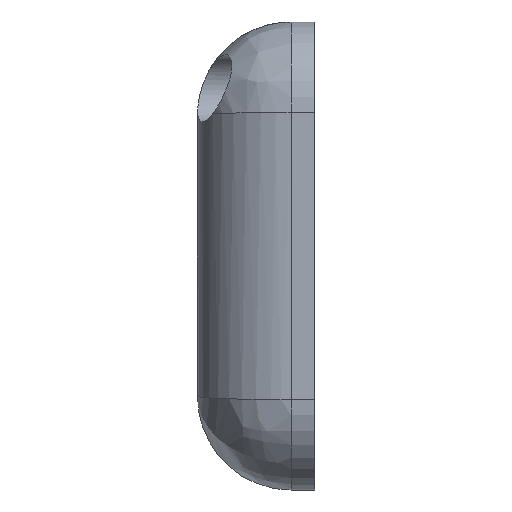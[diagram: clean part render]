
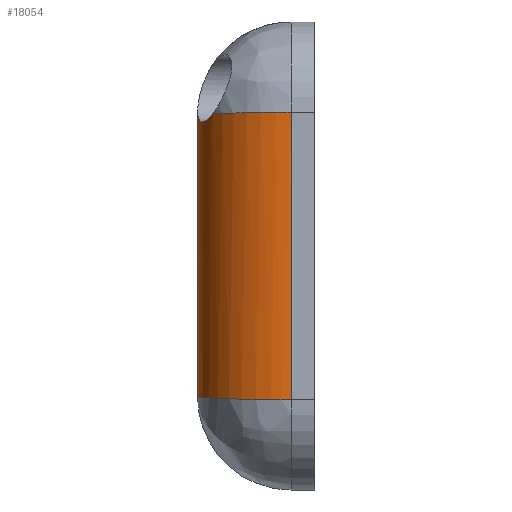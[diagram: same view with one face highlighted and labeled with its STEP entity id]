
A CAD part, left-side view. The second image highlights one B-rep face of the part: STEP entity #18054.
In plain terms, the highlighted cylindrical face has radius 5.08 mm (diameter 10.16 mm), a partial arc.
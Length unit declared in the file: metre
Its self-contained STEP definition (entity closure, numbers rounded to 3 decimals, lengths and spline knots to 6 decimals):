
#701=CYLINDRICAL_SURFACE('',#18925,0.00508);
#713=ELLIPSE('',#18857,0.005083,0.00508);
#718=ELLIPSE('',#18923,0.005083,0.00508);
#720=ELLIPSE('',#18926,0.005083,0.00508);
#1522=B_SPLINE_CURVE_WITH_KNOTS('',3,(#26513,#26514,#26515,#26516,#26517),
 .UNSPECIFIED.,.F.,.F.,(4,1,4),(0.004785,0.006075,
0.007365),.UNSPECIFIED.);
#3960=ORIENTED_EDGE('',*,*,#9093,.F.);
#3961=ORIENTED_EDGE('',*,*,#9085,.T.);
#3962=ORIENTED_EDGE('',*,*,#8512,.F.);
#3963=ORIENTED_EDGE('',*,*,#8126,.F.);
#3964=ORIENTED_EDGE('',*,*,#9091,.T.);
#3965=ORIENTED_EDGE('',*,*,#8693,.F.);
#8126=EDGE_CURVE('',#10980,#10981,#12638,.F.);
#8512=EDGE_CURVE('',#10981,#11365,#713,.T.);
#8693=EDGE_CURVE('',#11545,#11546,#12803,.T.);
#9085=EDGE_CURVE('',#11748,#11365,#1522,.T.);
#9091=EDGE_CURVE('',#10980,#11546,#718,.T.);
#9093=EDGE_CURVE('',#11748,#11545,#720,.T.);
#10980=VERTEX_POINT('',#22429);
#10981=VERTEX_POINT('',#22431);
#11365=VERTEX_POINT('',#23726);
#11545=VERTEX_POINT('',#24366);
#11546=VERTEX_POINT('',#24368);
#11748=VERTEX_POINT('',#26518);
#12638=LINE('',#22430,#14105);
#12803=LINE('',#24367,#14270);
#14105=VECTOR('',#19266,1.);
#14270=VECTOR('',#19449,1.);
#15726=EDGE_LOOP('',(#3960,#3961,#3962,#3963,#3964,#3965));
#16757=FACE_BOUND('',#15726,.T.);
#18054=ADVANCED_FACE('',(#16757),#701,.T.);
#18857=AXIS2_PLACEMENT_3D('',#23728,#19396,#19397);
#18923=AXIS2_PLACEMENT_3D('',#26588,#19794,#19795);
#18925=AXIS2_PLACEMENT_3D('',#26617,#19798,#19799);
#18926=AXIS2_PLACEMENT_3D('',#26618,#19800,#19801);
#19266=DIRECTION('',(0.,0.,-1.));
#19396=DIRECTION('',(0.034,0.,0.999));
#19397=DIRECTION('',(-0.999,0.,0.034));
#19449=DIRECTION('',(0.,0.,-1.));
#19794=DIRECTION('',(-0.034,0.,0.999));
#19795=DIRECTION('',(-0.999,0.,-0.034));
#19798=DIRECTION('',(0.,0.,-1.));
#19799=DIRECTION('',(-1.,0.,0.));
#19800=DIRECTION('',(0.034,0.,0.999));
#19801=DIRECTION('',(-0.999,0.,0.034));
#22429=CARTESIAN_POINT('',(-0.02667,0.,-0.00762));
#22430=CARTESIAN_POINT('',(-0.02667,0.,0.));
#22431=CARTESIAN_POINT('',(-0.02667,0.,0.00762));
#23726=CARTESIAN_POINT('',(-0.027174,-0.000025,0.007637));
#23728=CARTESIAN_POINT('',(-0.02667,-0.00508,0.00762));
#24366=CARTESIAN_POINT('',(-0.03175,-0.00508,0.007794));
#24367=CARTESIAN_POINT('',(-0.03175,-0.00508,0.));
#24368=CARTESIAN_POINT('',(-0.03175,-0.00508,-0.007794));
#26513=CARTESIAN_POINT('',(-0.029439,-0.000821,0.007715));
#26514=CARTESIAN_POINT('',(-0.029142,-0.000628,0.007462));
#26515=CARTESIAN_POINT('',(-0.028394,-0.000237,0.007145));
#26516=CARTESIAN_POINT('',(-0.027521,-0.00006,0.00738));
#26517=CARTESIAN_POINT('',(-0.027174,-0.000025,0.007637));
#26518=CARTESIAN_POINT('',(-0.029439,-0.000821,0.007715));
#26588=CARTESIAN_POINT('',(-0.02667,-0.00508,-0.00762));
#26617=CARTESIAN_POINT('',(-0.02667,-0.00508,0.));
#26618=CARTESIAN_POINT('',(-0.02667,-0.00508,0.00762));
